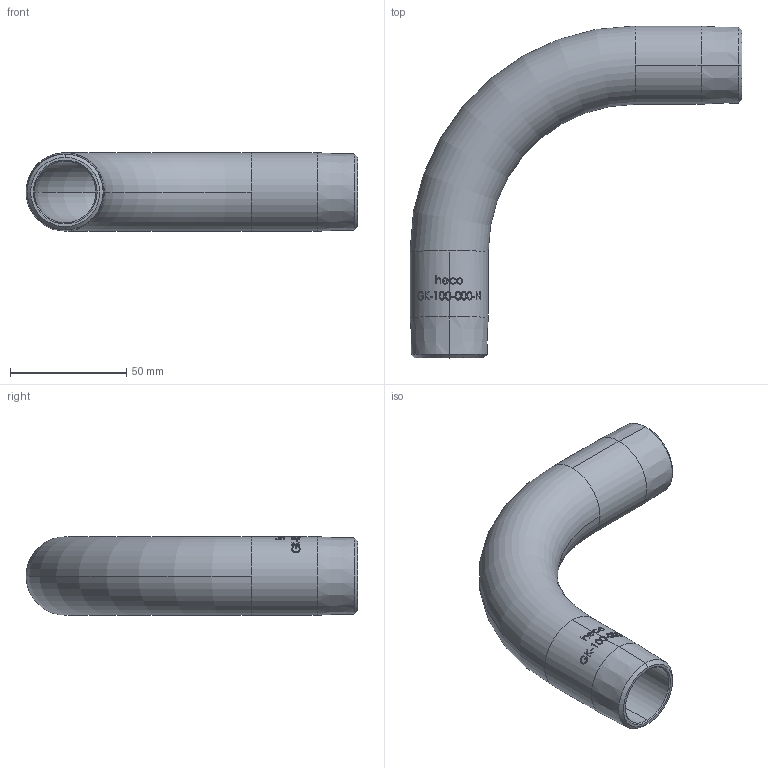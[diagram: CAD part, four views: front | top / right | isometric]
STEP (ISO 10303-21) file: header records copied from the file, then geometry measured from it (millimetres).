
FILE_DESCRIPTION (( 'STEP AP214' ), '1' );
FILE_NAME ('GK-100-000-N Gewindekrümmer.STEP', '2018-06-12T09:06:30', ( '' ), ( '' ), 'SwSTEP 2.0', 'SolidWorks 2016', '' );
FILE_SCHEMA (( 'AUTOMOTIVE_DESIGN' ));
Length unit declared in the file: millimetre
Products named in the file (1): GK-100-000-N Gewindekrümmer
Bounding box: 142.85 x 142.85 x 33.7 mm (x, y, z)
Volume: 72849 mm3; surface area: 41458.4 mm2
Topology: 1 solids, 1 shells, 196 faces, 509 edges, 336 vertices
Faces by surface type: bspline 100, plane 47, cylinder 33, cone 12, torus 4
Entity records: 24288 total; most frequent: CARTESIAN_POINT 18505, ORIENTED_EDGE 1018, EDGE_CURVE 509, DIRECTION 474, VERTEX_POINT 336, B_SPLINE_CURVE_WITH_KNOTS 319, EDGE_LOOP 219, ADVANCED_FACE 196
